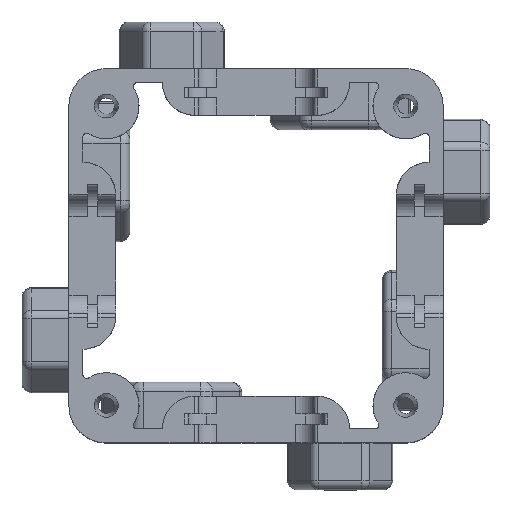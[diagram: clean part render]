
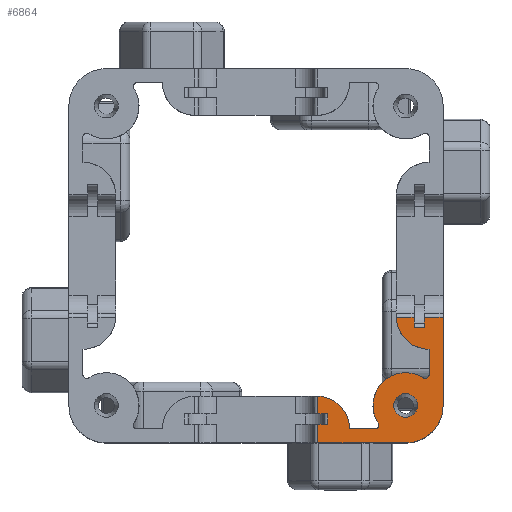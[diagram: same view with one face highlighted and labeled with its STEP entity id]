
A CAD part, top view. The second image highlights one B-rep face of the part: STEP entity #6864.
In plain terms, the highlighted planar face has unit normal (0, 0, 1).
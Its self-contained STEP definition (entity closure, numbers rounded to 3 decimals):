
#1339 = VERTEX_POINT('',#1340);
#1340 = CARTESIAN_POINT('',(20.,-6.596,20.));
#1347 = EDGE_CURVE('',#1339,#1348,#1350,.T.);
#1348 = VERTEX_POINT('',#1349);
#1349 = CARTESIAN_POINT('',(20.,-16.,20.));
#1350 = LINE('',#1351,#1352);
#1351 = CARTESIAN_POINT('',(20.,0.,20.));
#1352 = VECTOR('',#1353,1.);
#1353 = DIRECTION('',(0.,-1.,0.));
#6232 = VERTEX_POINT('',#6233);
#6233 = CARTESIAN_POINT('',(18.5,-12.714,20.));
#6239 = EDGE_CURVE('',#6240,#6232,#6242,.T.);
#6240 = VERTEX_POINT('',#6241);
#6241 = CARTESIAN_POINT('',(18.5,-10.,20.));
#6242 = LINE('',#6243,#6244);
#6243 = CARTESIAN_POINT('',(18.5,0.,20.));
#6244 = VECTOR('',#6245,1.);
#6245 = DIRECTION('',(0.,-1.,0.));
#6843 = EDGE_CURVE('',#6844,#6232,#6846,.T.);
#6844 = VERTEX_POINT('',#6845);
#6845 = CARTESIAN_POINT('',(17.885,-13.051,20.));
#6846 = CIRCLE('',#6847,0.4);
#6847 = AXIS2_PLACEMENT_3D('',#6848,#6849,#6850);
#6848 = CARTESIAN_POINT('',(18.1,-12.714,20.));
#6849 = DIRECTION('',(0.,0.,1.));
#6850 = DIRECTION('',(1.,0.,0.));
#6864 = ADVANCED_FACE('',(#6865,#6876),#7018,.T.);
#6865 = FACE_BOUND('',#6866,.T.);
#6866 = EDGE_LOOP('',(#6867));
#6867 = ORIENTED_EDGE('',*,*,#6868,.F.);
#6868 = EDGE_CURVE('',#6869,#6869,#6871,.T.);
#6869 = VERTEX_POINT('',#6870);
#6870 = CARTESIAN_POINT('',(16.,-17.275,20.));
#6871 = CIRCLE('',#6872,1.275);
#6872 = AXIS2_PLACEMENT_3D('',#6873,#6874,#6875);
#6873 = CARTESIAN_POINT('',(16.,-16.,20.));
#6874 = DIRECTION('',(0.,0.,1.));
#6875 = DIRECTION('',(0.,-1.,0.));
#6876 = FACE_BOUND('',#6877,.T.);
#6877 = EDGE_LOOP('',(#6878,#6889,#6897,#6905,#6913,#6921,#6929,#6937,
    #6944,#6945,#6953,#6961,#6969,#6977,#6985,#6992,#6993,#6994,#7003,
    #7012));
#6878 = ORIENTED_EDGE('',*,*,#6879,.F.);
#6879 = EDGE_CURVE('',#6880,#6882,#6884,.T.);
#6880 = VERTEX_POINT('',#6881);
#6881 = CARTESIAN_POINT('',(6.596,-15.001,
    20.));
#6882 = VERTEX_POINT('',#6883);
#6883 = CARTESIAN_POINT('',(10.,-18.5,20.));
#6884 = CIRCLE('',#6885,3.5);
#6885 = AXIS2_PLACEMENT_3D('',#6886,#6887,#6888);
#6886 = CARTESIAN_POINT('',(6.5,-18.5,20.));
#6887 = DIRECTION('',(0.,0.,-1.));
#6888 = DIRECTION('',(0.,1.,0.));
#6889 = ORIENTED_EDGE('',*,*,#6890,.F.);
#6890 = EDGE_CURVE('',#6891,#6880,#6893,.T.);
#6891 = VERTEX_POINT('',#6892);
#6892 = CARTESIAN_POINT('',(6.596,-16.9,20.));
#6893 = LINE('',#6894,#6895);
#6894 = CARTESIAN_POINT('',(6.596,-16.9,20.));
#6895 = VECTOR('',#6896,1.);
#6896 = DIRECTION('',(0.,1.,-0.));
#6897 = ORIENTED_EDGE('',*,*,#6898,.F.);
#6898 = EDGE_CURVE('',#6899,#6891,#6901,.T.);
#6899 = VERTEX_POINT('',#6900);
#6900 = CARTESIAN_POINT('',(7.663,-16.9,20.));
#6901 = LINE('',#6902,#6903);
#6902 = CARTESIAN_POINT('',(7.206,-16.9,20.));
#6903 = VECTOR('',#6904,1.);
#6904 = DIRECTION('',(-1.,0.,0.));
#6905 = ORIENTED_EDGE('',*,*,#6906,.F.);
#6906 = EDGE_CURVE('',#6907,#6899,#6909,.T.);
#6907 = VERTEX_POINT('',#6908);
#6908 = CARTESIAN_POINT('',(7.663,-18.,20.));
#6909 = LINE('',#6910,#6911);
#6910 = CARTESIAN_POINT('',(7.663,-18.,20.));
#6911 = VECTOR('',#6912,1.);
#6912 = DIRECTION('',(0.,1.,-0.));
#6913 = ORIENTED_EDGE('',*,*,#6914,.F.);
#6914 = EDGE_CURVE('',#6915,#6907,#6917,.T.);
#6915 = VERTEX_POINT('',#6916);
#6916 = CARTESIAN_POINT('',(6.596,-18.,20.));
#6917 = LINE('',#6918,#6919);
#6918 = CARTESIAN_POINT('',(8.911,-18.,20.));
#6919 = VECTOR('',#6920,1.);
#6920 = DIRECTION('',(1.,0.,0.));
#6921 = ORIENTED_EDGE('',*,*,#6922,.F.);
#6922 = EDGE_CURVE('',#6923,#6915,#6925,.T.);
#6923 = VERTEX_POINT('',#6924);
#6924 = CARTESIAN_POINT('',(6.596,-20.,20.));
#6925 = LINE('',#6926,#6927);
#6926 = CARTESIAN_POINT('',(6.596,-20.,20.));
#6927 = VECTOR('',#6928,1.);
#6928 = DIRECTION('',(0.,1.,-0.));
#6929 = ORIENTED_EDGE('',*,*,#6930,.F.);
#6930 = EDGE_CURVE('',#6931,#6923,#6933,.T.);
#6931 = VERTEX_POINT('',#6932);
#6932 = CARTESIAN_POINT('',(16.,-20.,20.));
#6933 = LINE('',#6934,#6935);
#6934 = CARTESIAN_POINT('',(16.,-20.,20.));
#6935 = VECTOR('',#6936,1.);
#6936 = DIRECTION('',(-1.,0.,0.));
#6937 = ORIENTED_EDGE('',*,*,#6938,.T.);
#6938 = EDGE_CURVE('',#6931,#1348,#6939,.T.);
#6939 = CIRCLE('',#6940,4.);
#6940 = AXIS2_PLACEMENT_3D('',#6941,#6942,#6943);
#6941 = CARTESIAN_POINT('',(16.,-16.,20.));
#6942 = DIRECTION('',(-0.,0.,1.));
#6943 = DIRECTION('',(0.,-1.,0.));
#6944 = ORIENTED_EDGE('',*,*,#1347,.F.);
#6945 = ORIENTED_EDGE('',*,*,#6946,.T.);
#6946 = EDGE_CURVE('',#1339,#6947,#6949,.T.);
#6947 = VERTEX_POINT('',#6948);
#6948 = CARTESIAN_POINT('',(18.,-6.596,20.));
#6949 = LINE('',#6950,#6951);
#6950 = CARTESIAN_POINT('',(20.,-6.596,20.));
#6951 = VECTOR('',#6952,1.);
#6952 = DIRECTION('',(-1.,0.,0.));
#6953 = ORIENTED_EDGE('',*,*,#6954,.F.);
#6954 = EDGE_CURVE('',#6955,#6947,#6957,.T.);
#6955 = VERTEX_POINT('',#6956);
#6956 = CARTESIAN_POINT('',(18.,-7.663,20.));
#6957 = LINE('',#6958,#6959);
#6958 = CARTESIAN_POINT('',(18.,-7.206,20.));
#6959 = VECTOR('',#6960,1.);
#6960 = DIRECTION('',(0.,1.,0.));
#6961 = ORIENTED_EDGE('',*,*,#6962,.T.);
#6962 = EDGE_CURVE('',#6955,#6963,#6965,.T.);
#6963 = VERTEX_POINT('',#6964);
#6964 = CARTESIAN_POINT('',(16.9,-7.663,20.));
#6965 = LINE('',#6966,#6967);
#6966 = CARTESIAN_POINT('',(18.,-7.663,20.));
#6967 = VECTOR('',#6968,1.);
#6968 = DIRECTION('',(-1.,0.,0.));
#6969 = ORIENTED_EDGE('',*,*,#6970,.F.);
#6970 = EDGE_CURVE('',#6971,#6963,#6973,.T.);
#6971 = VERTEX_POINT('',#6972);
#6972 = CARTESIAN_POINT('',(16.9,-6.596,20.));
#6973 = LINE('',#6974,#6975);
#6974 = CARTESIAN_POINT('',(16.9,-8.911,20.));
#6975 = VECTOR('',#6976,1.);
#6976 = DIRECTION('',(0.,-1.,0.));
#6977 = ORIENTED_EDGE('',*,*,#6978,.T.);
#6978 = EDGE_CURVE('',#6971,#6979,#6981,.T.);
#6979 = VERTEX_POINT('',#6980);
#6980 = CARTESIAN_POINT('',(15.001,-6.596,
    20.));
#6981 = LINE('',#6982,#6983);
#6982 = CARTESIAN_POINT('',(16.9,-6.596,20.));
#6983 = VECTOR('',#6984,1.);
#6984 = DIRECTION('',(-1.,0.,0.));
#6985 = ORIENTED_EDGE('',*,*,#6986,.T.);
#6986 = EDGE_CURVE('',#6979,#6240,#6987,.T.);
#6987 = CIRCLE('',#6988,3.5);
#6988 = AXIS2_PLACEMENT_3D('',#6989,#6990,#6991);
#6989 = CARTESIAN_POINT('',(18.5,-6.5,20.));
#6990 = DIRECTION('',(0.,0.,1.));
#6991 = DIRECTION('',(-1.,0.,0.));
#6992 = ORIENTED_EDGE('',*,*,#6239,.T.);
#6993 = ORIENTED_EDGE('',*,*,#6843,.F.);
#6994 = ORIENTED_EDGE('',*,*,#6995,.T.);
#6995 = EDGE_CURVE('',#6844,#6996,#6998,.T.);
#6996 = VERTEX_POINT('',#6997);
#6997 = CARTESIAN_POINT('',(13.051,-17.885,20.));
#6998 = CIRCLE('',#6999,3.5);
#6999 = AXIS2_PLACEMENT_3D('',#7000,#7001,#7002);
#7000 = CARTESIAN_POINT('',(16.,-16.,20.));
#7001 = DIRECTION('',(0.,-0.,1.));
#7002 = DIRECTION('',(1.,0.,0.));
#7003 = ORIENTED_EDGE('',*,*,#7004,.T.);
#7004 = EDGE_CURVE('',#6996,#7005,#7007,.T.);
#7005 = VERTEX_POINT('',#7006);
#7006 = CARTESIAN_POINT('',(12.714,-18.5,20.));
#7007 = CIRCLE('',#7008,0.4);
#7008 = AXIS2_PLACEMENT_3D('',#7009,#7010,#7011);
#7009 = CARTESIAN_POINT('',(12.714,-18.1,20.));
#7010 = DIRECTION('',(-0.,-0.,-1.));
#7011 = DIRECTION('',(-1.,0.,0.));
#7012 = ORIENTED_EDGE('',*,*,#7013,.T.);
#7013 = EDGE_CURVE('',#7005,#6882,#7014,.T.);
#7014 = LINE('',#7015,#7016);
#7015 = CARTESIAN_POINT('',(16.,-18.5,20.));
#7016 = VECTOR('',#7017,1.);
#7017 = DIRECTION('',(-1.,0.,0.));
#7018 = PLANE('',#7019);
#7019 = AXIS2_PLACEMENT_3D('',#7020,#7021,#7022);
#7020 = CARTESIAN_POINT('',(14.352,-14.352,
    20.));
#7021 = DIRECTION('',(0.,0.,1.));
#7022 = DIRECTION('',(0.,-1.,0.));
